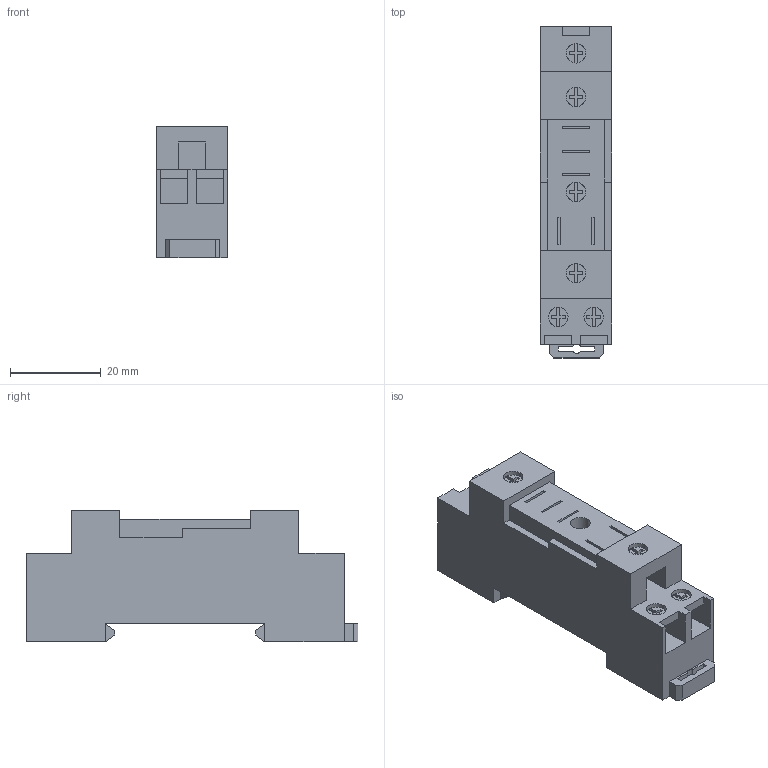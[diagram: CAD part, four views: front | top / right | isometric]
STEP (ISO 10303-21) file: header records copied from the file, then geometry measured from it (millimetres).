
FILE_DESCRIPTION (( 'STEP AP203' ), '1' );
FILE_NAME ('14.STEP', '2022-04-27T05:26:24', ( '' ), ( '' ), 'SwSTEP 2.0', 'SolidWorks 2017', '' );
FILE_SCHEMA (( 'CONFIG_CONTROL_DESIGN' ));
Length unit declared in the file: millimetre
Products named in the file (1): 14
Bounding box: 15.8 x 73 x 29 mm (x, y, z)
Volume: 24170 mm3; surface area: 8339.5 mm2
Topology: 1 solids, 1 shells, 229 faces, 606 edges, 389 vertices
Faces by surface type: plane 215, cylinder 14
Entity records: 7026 total; most frequent: CARTESIAN_POINT 1225, ORIENTED_EDGE 1212, DIRECTION 1131, EDGE_CURVE 606, LINE 541, VECTOR 541, VERTEX_POINT 389, AXIS2_PLACEMENT_3D 295
